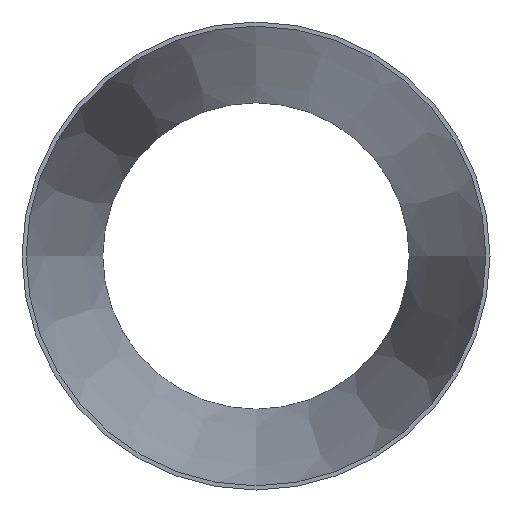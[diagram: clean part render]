
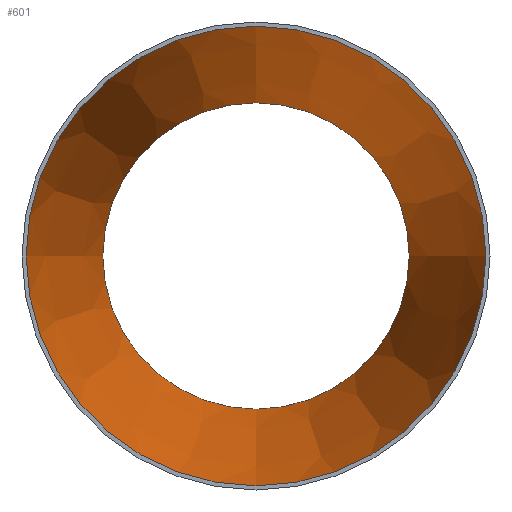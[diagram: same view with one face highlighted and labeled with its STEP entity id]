
A CAD part, front view. The second image highlights one B-rep face of the part: STEP entity #601.
In plain terms, the highlighted conical face has half-angle 11.136 degrees and reference radius 224.923 mm.
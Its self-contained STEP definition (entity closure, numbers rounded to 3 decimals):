
#584 = DIRECTION ( 'NONE',  ( 0., -1., 0. ) ) ;
#601 = ADVANCED_FACE ( 'NONE', ( #34487, #30656 ), #31357, .F. ) ;
#1659 = EDGE_CURVE ( 'NONE', #31591, #31591, #5558, .T. ) ;
#2358 = CARTESIAN_POINT ( 'NONE',  ( 0., 0., 0. ) ) ;
#2668 = AXIS2_PLACEMENT_3D ( 'NONE', #34700, #584, #41889 ) ;
#4425 = VERTEX_POINT ( 'NONE', #11596 ) ;
#5558 = CIRCLE ( 'NONE', #43563, 224.923 ) ;
#7971 = EDGE_CURVE ( 'NONE', #4425, #4425, #32983, .T. ) ;
#11596 = CARTESIAN_POINT ( 'NONE',  ( 0., 381., -149.923 ) ) ;
#12312 = DIRECTION ( 'NONE',  ( 0., 0., -1. ) ) ;
#12547 = EDGE_LOOP ( 'NONE', ( #39326 ) ) ;
#13313 = DIRECTION ( 'NONE',  ( 0., 0., -1. ) ) ;
#13612 = AXIS2_PLACEMENT_3D ( 'NONE', #19056, #16588, #12312 ) ;
#14522 = CARTESIAN_POINT ( 'NONE',  ( 0., 0., -224.923 ) ) ;
#16588 = DIRECTION ( 'NONE',  ( 0., -1., 0. ) ) ;
#19056 = CARTESIAN_POINT ( 'NONE',  ( 0., 381., 0. ) ) ;
#21573 = EDGE_LOOP ( 'NONE', ( #32395 ) ) ;
#30656 = FACE_OUTER_BOUND ( 'NONE', #12547, .T. ) ;
#31357 = CONICAL_SURFACE ( 'NONE', #2668, 224.923, 0.194 ) ;
#31591 = VERTEX_POINT ( 'NONE', #14522 ) ;
#32395 = ORIENTED_EDGE ( 'NONE', *, *, #7971, .F. ) ;
#32983 = CIRCLE ( 'NONE', #13612, 149.923 ) ;
#34487 = FACE_BOUND ( 'NONE', #21573, .T. ) ;
#34700 = CARTESIAN_POINT ( 'NONE',  ( 0., 0., 0. ) ) ;
#39326 = ORIENTED_EDGE ( 'NONE', *, *, #1659, .T. ) ;
#41889 = DIRECTION ( 'NONE',  ( 0., 0., -1. ) ) ;
#43426 = DIRECTION ( 'NONE',  ( 0., -1., 0. ) ) ;
#43563 = AXIS2_PLACEMENT_3D ( 'NONE', #2358, #43426, #13313 ) ;
